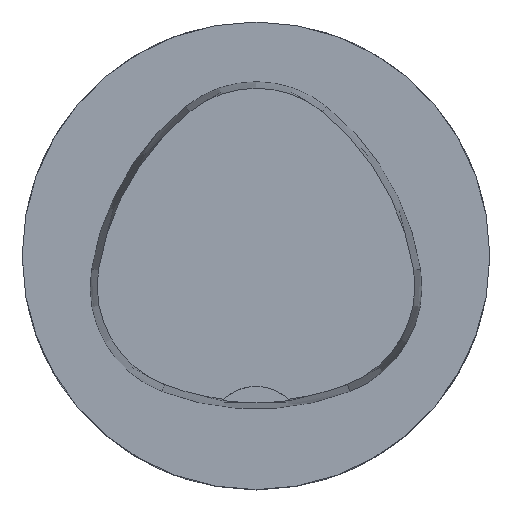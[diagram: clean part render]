
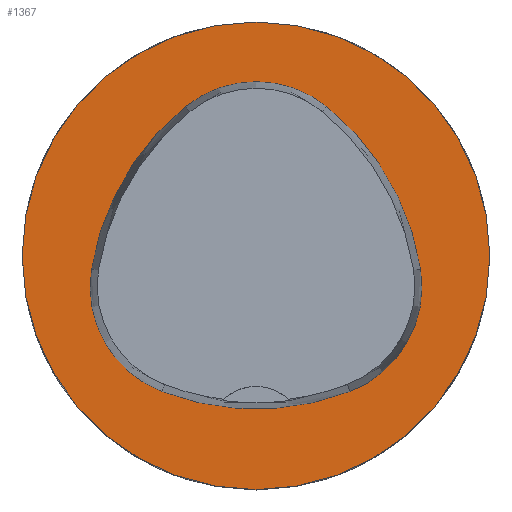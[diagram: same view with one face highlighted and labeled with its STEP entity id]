
A CAD part, top view. The second image highlights one B-rep face of the part: STEP entity #1367.
In plain terms, the highlighted planar face has unit normal (0, 0, 1).
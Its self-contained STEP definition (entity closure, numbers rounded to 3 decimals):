
#238=PLANE('',#8932);
#1367=ADVANCED_FACE('',(#2724,#2725),#238,.T.);
#2156=CIRCLE('',#8902,25.);
#2157=CIRCLE('',#8908,28.);
#2159=CIRCLE('',#8911,12.);
#2161=CIRCLE('',#8914,28.);
#2163=CIRCLE('',#8917,12.);
#2167=CIRCLE('',#8922,28.);
#2169=CIRCLE('',#8925,12.);
#2724=FACE_BOUND('',#3001,.T.);
#2725=FACE_BOUND('',#3002,.T.);
#3001=EDGE_LOOP('',(#3785,#3786,#3787,#3788,#3789,#3790));
#3002=EDGE_LOOP('',(#3791));
#3785=ORIENTED_EDGE('',*,*,#7079,.T.);
#3786=ORIENTED_EDGE('',*,*,#7059,.T.);
#3787=ORIENTED_EDGE('',*,*,#7063,.T.);
#3788=ORIENTED_EDGE('',*,*,#7066,.T.);
#3789=ORIENTED_EDGE('',*,*,#7069,.T.);
#3790=ORIENTED_EDGE('',*,*,#7077,.T.);
#3791=ORIENTED_EDGE('',*,*,#7050,.F.);
#6230=VERTEX_POINT('',#12696);
#6239=VERTEX_POINT('',#12715);
#6240=VERTEX_POINT('',#12716);
#6243=VERTEX_POINT('',#12724);
#6245=VERTEX_POINT('',#12730);
#6247=VERTEX_POINT('',#12736);
#6254=VERTEX_POINT('',#12757);
#7050=EDGE_CURVE('',#6230,#6230,#2156,.T.);
#7059=EDGE_CURVE('',#6239,#6240,#2157,.T.);
#7063=EDGE_CURVE('',#6240,#6243,#2159,.T.);
#7066=EDGE_CURVE('',#6243,#6245,#2161,.T.);
#7069=EDGE_CURVE('',#6245,#6247,#2163,.T.);
#7077=EDGE_CURVE('',#6247,#6254,#2167,.T.);
#7079=EDGE_CURVE('',#6254,#6239,#2169,.T.);
#8902=AXIS2_PLACEMENT_3D('',#12695,#10107,#10108);
#8908=AXIS2_PLACEMENT_3D('',#12714,#10123,#10124);
#8911=AXIS2_PLACEMENT_3D('',#12723,#10131,#10132);
#8914=AXIS2_PLACEMENT_3D('',#12729,#10138,#10139);
#8917=AXIS2_PLACEMENT_3D('',#12735,#10145,#10146);
#8922=AXIS2_PLACEMENT_3D('',#12758,#10157,#10158);
#8925=AXIS2_PLACEMENT_3D('',#12761,#10163,#10164);
#8932=AXIS2_PLACEMENT_3D('',#12769,#10177,#10178);
#10107=DIRECTION('',(0.,0.,-1.));
#10108=DIRECTION('',(-1.,0.,0.));
#10123=DIRECTION('',(0.,0.,-1.));
#10124=DIRECTION('',(-1.,0.,0.));
#10131=DIRECTION('',(0.,0.,-1.));
#10132=DIRECTION('',(-1.,0.,0.));
#10138=DIRECTION('',(0.,0.,-1.));
#10139=DIRECTION('',(-1.,0.,0.));
#10145=DIRECTION('',(0.,0.,-1.));
#10146=DIRECTION('',(-1.,0.,0.));
#10157=DIRECTION('',(0.,0.,-1.));
#10158=DIRECTION('',(-1.,0.,0.));
#10163=DIRECTION('',(0.,0.,-1.));
#10164=DIRECTION('',(-1.,0.,0.));
#10177=DIRECTION('',(0.,0.,1.));
#10178=DIRECTION('',(1.,0.,0.));
#12695=CARTESIAN_POINT('',(0.,0.,
-0.5));
#12696=CARTESIAN_POINT('',(-25.,0.,-0.5));
#12714=CARTESIAN_POINT('',(10.068,-5.824,-0.5));
#12715=CARTESIAN_POINT('',(-17.584,-1.424,-0.5));
#12716=CARTESIAN_POINT('',(-7.531,15.953,-0.5));
#12723=CARTESIAN_POINT('',(0.011,6.62,-0.5));
#12724=CARTESIAN_POINT('',(7.567,15.942,-0.5));
#12729=CARTESIAN_POINT('',(-10.063,-5.81,-0.5));
#12730=CARTESIAN_POINT('',(17.59,-1.418,-0.5));
#12735=CARTESIAN_POINT('',(5.739,-3.3,-0.5));
#12736=CARTESIAN_POINT('',(10.05,-14.499,-0.5));
#12757=CARTESIAN_POINT('',(-10.025,-14.516,-0.5));
#12758=CARTESIAN_POINT('',(-0.01,11.631,-0.5));
#12761=CARTESIAN_POINT('',(-5.733,-3.31,-0.5));
#12769=CARTESIAN_POINT('',(0.,0.,
-0.5));
